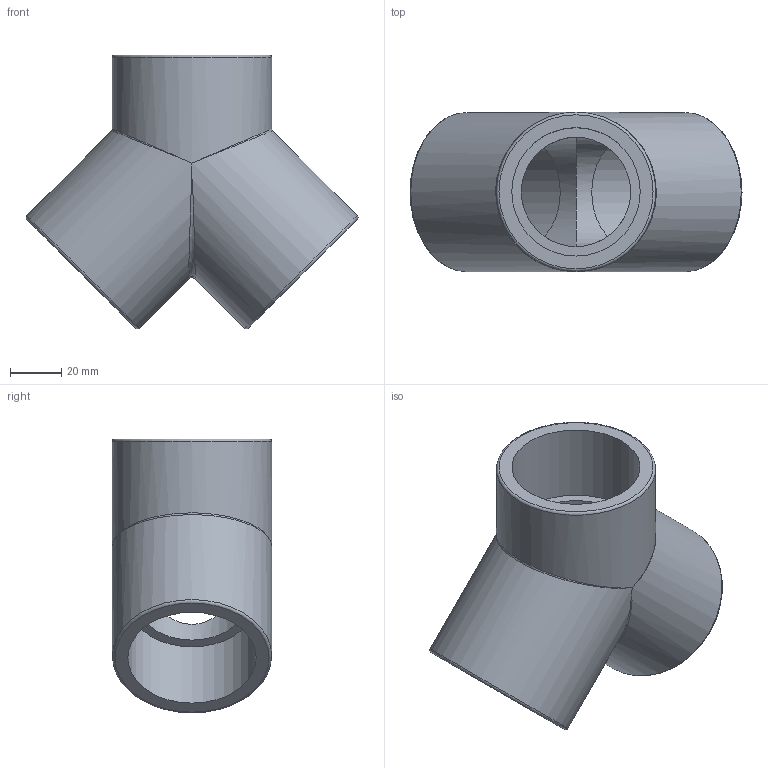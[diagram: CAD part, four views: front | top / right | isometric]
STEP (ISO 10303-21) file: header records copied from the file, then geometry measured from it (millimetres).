
FILE_DESCRIPTION(/* description */ ('PVC 45° Wye, Ø50, PN16'),/* implementation_level */ '2;1');
FILE_NAME(/* name */ 'YHIV-050',/* time_stamp */ '2022-07-06T16:27:20+02:00',/* author */ ('COAB Solutions'),/* organization */ ('GPA Flowsystem'),/* preprocessor_version */ 'ST-DEVELOPER v18.1',/* originating_system */ 'www.coabsolutions.com',/* authorisation */ '');
FILE_SCHEMA (('AUTOMOTIVE_DESIGN { 1 0 10303 214 3 1 1 }'));
Length unit declared in the file: millimetre
Products named in the file (1): YHIV-050
Bounding box: 129.27 x 62 x 106.64 mm (x, y, z)
Volume: 162166.5 mm3; surface area: 50200.9 mm2
Topology: 1 solids, 1 shells, 21 faces, 48 edges, 25 vertices
Faces by surface type: cylinder 9, plane 6, bspline 3, torus 3
Full cylindrical faces by diameter (mm): 42.6 x3, 50 x3, 62 x3
Entity records: 724 total; most frequent: CARTESIAN_POINT 216, DIRECTION 113, ORIENTED_EDGE 84, AXIS2_PLACEMENT_3D 52, EDGE_CURVE 42, EDGE_LOOP 27, VERTEX_POINT 25, CIRCLE 21
